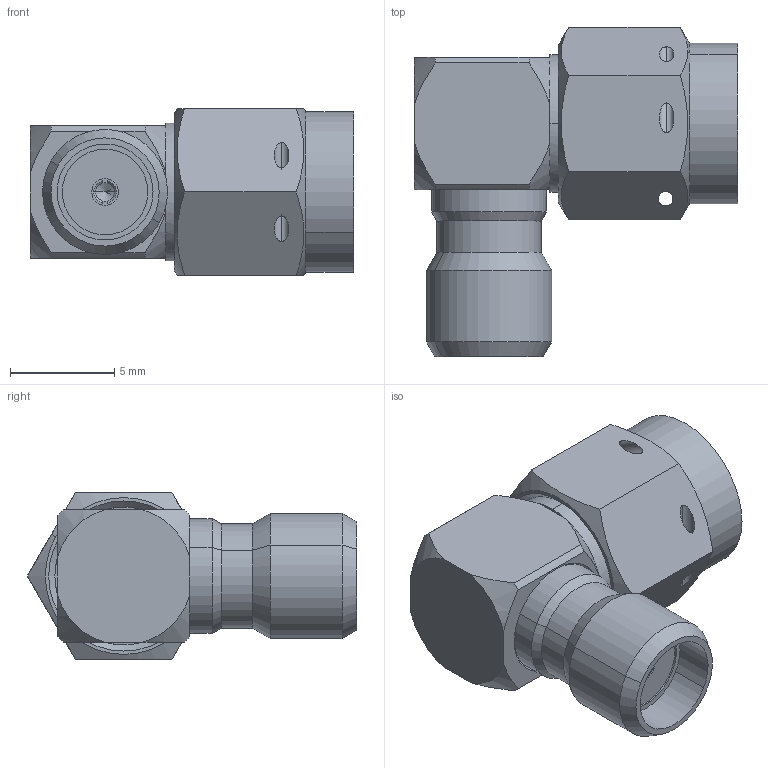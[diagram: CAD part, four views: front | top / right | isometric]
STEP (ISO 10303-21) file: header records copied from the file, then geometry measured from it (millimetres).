
FILE_DESCRIPTION (( 'STEP AP214' ), '1' );
FILE_NAME ('!ÔÈÌÄ.434524.003 Ïåðåõîä âèëêà-ðîçåòêà óãëîâîé.STEP', '2024-07-29T08:38:58', ( '' ), ( '' ), 'SwSTEP 2.0', 'SolidWorks 2018', '' );
FILE_SCHEMA (( 'AUTOMOTIVE_DESIGN' ));
Length unit declared in the file: millimetre
Products named in the file (2): !ÔÈÌÄ.434524.003 Ïåðåõîä âèëêà-ðîçåòêà óãëîâîé; Äåòàëü5^ÔÈÌÄ.434524.003 Ïåðåõîä âèëêà-ðîçåòêà óãëîâîé
Assembly tree (1 placements, depth 2):
  !ÔÈÌÄ.434524.003 Ïåðåõîä âèëêà-ðîçåòêà óãëîâîé
    Äåòàëü5^ÔÈÌÄ.434524.003 Ïåðåõîä âèëêà-ðîçåòêà óãëîâîé
Bounding box: 15.5 x 15.79 x 8 mm (x, y, z)
Volume: 765.7 mm3; surface area: 1057.1 mm2
Topology: 1 solids, 3 shells, 157 faces, 382 edges, 240 vertices
Faces by surface type: cylinder 69, plane 47, cone 39, torus 2
Entity records: 4890 total; most frequent: CARTESIAN_POINT 1078, DIRECTION 824, ORIENTED_EDGE 760, EDGE_CURVE 380, AXIS2_PLACEMENT_3D 342, VERTEX_POINT 240, CIRCLE 181, EDGE_LOOP 180
